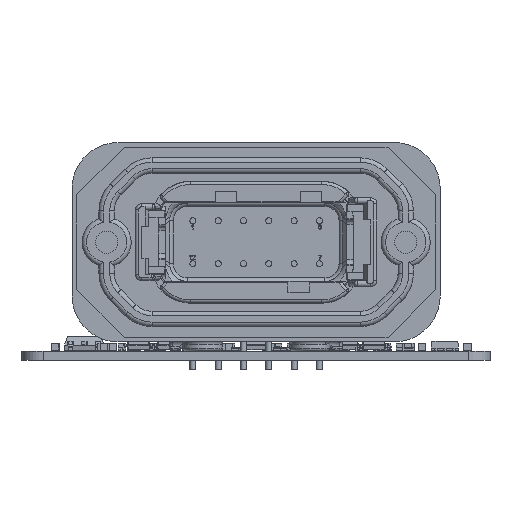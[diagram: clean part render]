
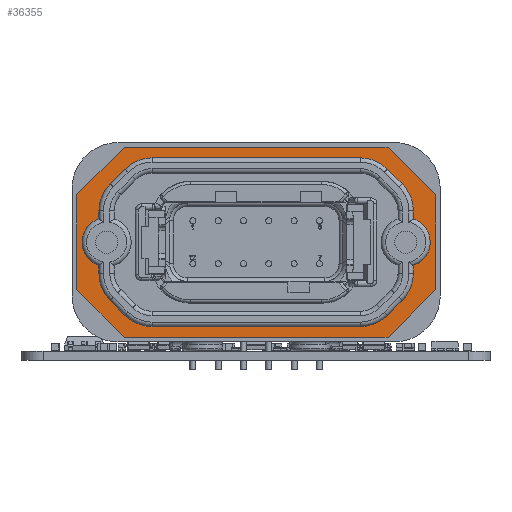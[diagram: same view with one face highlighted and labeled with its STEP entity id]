
A CAD part, left-side view. The second image highlights one B-rep face of the part: STEP entity #36355.
In plain terms, the highlighted face is planar.
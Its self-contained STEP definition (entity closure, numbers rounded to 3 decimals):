
#2600=FACE_BOUND('',#7545,.T.);
#3586=CIRCLE('',#39415,4.064);
#3587=CIRCLE('',#39416,6.35);
#3588=CIRCLE('',#39417,6.35);
#3589=CIRCLE('',#39418,6.35);
#3590=CIRCLE('',#39419,6.35);
#3591=CIRCLE('',#39420,4.064);
#3592=CIRCLE('',#39421,6.35);
#3593=CIRCLE('',#39422,6.35);
#3594=CIRCLE('',#39423,6.35);
#3595=CIRCLE('',#39424,6.35);
#5355=FACE_OUTER_BOUND('',#7544,.T.);
#7544=EDGE_LOOP('',(#31126,#31127,#31128,#31129,#31130,#31131,#31132,#31133));
#7545=EDGE_LOOP('',(#31134,#31135,#31136,#31137,#31138,#31139,#31140,#31141,
#31142,#31143,#31144,#31145,#31146,#31147,#31148,#31149,#31150,#31151,#31152,
#31153));
#11102=LINE('',#61623,#14717);
#11103=LINE('',#61625,#14718);
#11104=LINE('',#61627,#14719);
#11105=LINE('',#61629,#14720);
#11106=LINE('',#61631,#14721);
#11107=LINE('',#61633,#14722);
#11108=LINE('',#61635,#14723);
#11109=LINE('',#61636,#14724);
#11110=LINE('',#61641,#14725);
#11111=LINE('',#61645,#14726);
#11112=LINE('',#61649,#14727);
#11113=LINE('',#61653,#14728);
#11114=LINE('',#61657,#14729);
#11115=LINE('',#61661,#14730);
#11116=LINE('',#61665,#14731);
#11117=LINE('',#61669,#14732);
#11118=LINE('',#61673,#14733);
#11119=LINE('',#61676,#14734);
#14717=VECTOR('',#48158,43.67);
#14718=VECTOR('',#48159,11.148);
#14719=VECTOR('',#48160,15.73);
#14720=VECTOR('',#48161,11.148);
#14721=VECTOR('',#48162,43.67);
#14722=VECTOR('',#48163,11.148);
#14723=VECTOR('',#48164,15.73);
#14724=VECTOR('',#48165,11.148);
#14725=VECTOR('',#48168,1.316);
#14726=VECTOR('',#48171,3.455);
#14727=VECTOR('',#48174,34.484);
#14728=VECTOR('',#48177,3.455);
#14729=VECTOR('',#48180,1.316);
#14730=VECTOR('',#48183,1.316);
#14731=VECTOR('',#48186,3.455);
#14732=VECTOR('',#48189,34.484);
#14733=VECTOR('',#48192,3.455);
#14734=VECTOR('',#48195,1.316);
#18002=VERTEX_POINT('',#61621);
#18003=VERTEX_POINT('',#61622);
#18004=VERTEX_POINT('',#61624);
#18005=VERTEX_POINT('',#61626);
#18006=VERTEX_POINT('',#61628);
#18007=VERTEX_POINT('',#61630);
#18008=VERTEX_POINT('',#61632);
#18009=VERTEX_POINT('',#61634);
#18010=VERTEX_POINT('',#61637);
#18011=VERTEX_POINT('',#61638);
#18012=VERTEX_POINT('',#61640);
#18013=VERTEX_POINT('',#61642);
#18014=VERTEX_POINT('',#61644);
#18015=VERTEX_POINT('',#61646);
#18016=VERTEX_POINT('',#61648);
#18017=VERTEX_POINT('',#61650);
#18018=VERTEX_POINT('',#61652);
#18019=VERTEX_POINT('',#61654);
#18020=VERTEX_POINT('',#61656);
#18021=VERTEX_POINT('',#61658);
#18022=VERTEX_POINT('',#61660);
#18023=VERTEX_POINT('',#61662);
#18024=VERTEX_POINT('',#61664);
#18025=VERTEX_POINT('',#61666);
#18026=VERTEX_POINT('',#61668);
#18027=VERTEX_POINT('',#61670);
#18028=VERTEX_POINT('',#61672);
#18029=VERTEX_POINT('',#61674);
#22531=EDGE_CURVE('',#18002,#18003,#11102,.T.);
#22532=EDGE_CURVE('',#18003,#18004,#11103,.T.);
#22533=EDGE_CURVE('',#18004,#18005,#11104,.T.);
#22534=EDGE_CURVE('',#18005,#18006,#11105,.T.);
#22535=EDGE_CURVE('',#18006,#18007,#11106,.T.);
#22536=EDGE_CURVE('',#18007,#18008,#11107,.T.);
#22537=EDGE_CURVE('',#18008,#18009,#11108,.T.);
#22538=EDGE_CURVE('',#18009,#18002,#11109,.T.);
#22539=EDGE_CURVE('',#18010,#18011,#3586,.T.);
#22540=EDGE_CURVE('',#18012,#18011,#11110,.T.);
#22541=EDGE_CURVE('',#18013,#18012,#3587,.T.);
#22542=EDGE_CURVE('',#18014,#18013,#11111,.T.);
#22543=EDGE_CURVE('',#18015,#18014,#3588,.T.);
#22544=EDGE_CURVE('',#18016,#18015,#11112,.T.);
#22545=EDGE_CURVE('',#18017,#18016,#3589,.T.);
#22546=EDGE_CURVE('',#18018,#18017,#11113,.T.);
#22547=EDGE_CURVE('',#18019,#18018,#3590,.T.);
#22548=EDGE_CURVE('',#18020,#18019,#11114,.T.);
#22549=EDGE_CURVE('',#18020,#18021,#3591,.T.);
#22550=EDGE_CURVE('',#18022,#18021,#11115,.T.);
#22551=EDGE_CURVE('',#18023,#18022,#3592,.T.);
#22552=EDGE_CURVE('',#18024,#18023,#11116,.T.);
#22553=EDGE_CURVE('',#18025,#18024,#3593,.T.);
#22554=EDGE_CURVE('',#18026,#18025,#11117,.T.);
#22555=EDGE_CURVE('',#18027,#18026,#3594,.T.);
#22556=EDGE_CURVE('',#18028,#18027,#11118,.T.);
#22557=EDGE_CURVE('',#18029,#18028,#3595,.T.);
#22558=EDGE_CURVE('',#18010,#18029,#11119,.T.);
#31126=ORIENTED_EDGE('',*,*,#22531,.T.);
#31127=ORIENTED_EDGE('',*,*,#22532,.T.);
#31128=ORIENTED_EDGE('',*,*,#22533,.T.);
#31129=ORIENTED_EDGE('',*,*,#22534,.T.);
#31130=ORIENTED_EDGE('',*,*,#22535,.T.);
#31131=ORIENTED_EDGE('',*,*,#22536,.T.);
#31132=ORIENTED_EDGE('',*,*,#22537,.T.);
#31133=ORIENTED_EDGE('',*,*,#22538,.T.);
#31134=ORIENTED_EDGE('',*,*,#22539,.T.);
#31135=ORIENTED_EDGE('',*,*,#22540,.F.);
#31136=ORIENTED_EDGE('',*,*,#22541,.F.);
#31137=ORIENTED_EDGE('',*,*,#22542,.F.);
#31138=ORIENTED_EDGE('',*,*,#22543,.F.);
#31139=ORIENTED_EDGE('',*,*,#22544,.F.);
#31140=ORIENTED_EDGE('',*,*,#22545,.F.);
#31141=ORIENTED_EDGE('',*,*,#22546,.F.);
#31142=ORIENTED_EDGE('',*,*,#22547,.F.);
#31143=ORIENTED_EDGE('',*,*,#22548,.F.);
#31144=ORIENTED_EDGE('',*,*,#22549,.T.);
#31145=ORIENTED_EDGE('',*,*,#22550,.F.);
#31146=ORIENTED_EDGE('',*,*,#22551,.F.);
#31147=ORIENTED_EDGE('',*,*,#22552,.F.);
#31148=ORIENTED_EDGE('',*,*,#22553,.F.);
#31149=ORIENTED_EDGE('',*,*,#22554,.F.);
#31150=ORIENTED_EDGE('',*,*,#22555,.F.);
#31151=ORIENTED_EDGE('',*,*,#22556,.F.);
#31152=ORIENTED_EDGE('',*,*,#22557,.F.);
#31153=ORIENTED_EDGE('',*,*,#22558,.F.);
#34691=PLANE('',#39414);
#36355=ADVANCED_FACE('',(#5355,#2600),#34691,.T.);
#39414=AXIS2_PLACEMENT_3D('',#61620,#48156,#48157);
#39415=AXIS2_PLACEMENT_3D('',#61639,#48166,#48167);
#39416=AXIS2_PLACEMENT_3D('',#61643,#48169,#48170);
#39417=AXIS2_PLACEMENT_3D('',#61647,#48172,#48173);
#39418=AXIS2_PLACEMENT_3D('',#61651,#48175,#48176);
#39419=AXIS2_PLACEMENT_3D('',#61655,#48178,#48179);
#39420=AXIS2_PLACEMENT_3D('',#61659,#48181,#48182);
#39421=AXIS2_PLACEMENT_3D('',#61663,#48184,#48185);
#39422=AXIS2_PLACEMENT_3D('',#61667,#48187,#48188);
#39423=AXIS2_PLACEMENT_3D('',#61671,#48190,#48191);
#39424=AXIS2_PLACEMENT_3D('',#61675,#48193,#48194);
#48156=DIRECTION('center_axis',(0.,0.,1.));
#48157=DIRECTION('ref_axis',(1.,0.,0.));
#48158=DIRECTION('',(-1.,0.,0.));
#48159=DIRECTION('',(-0.707,-0.707,0.));
#48160=DIRECTION('',(0.,-1.,0.));
#48161=DIRECTION('',(0.707,-0.707,0.));
#48162=DIRECTION('',(1.,0.,0.));
#48163=DIRECTION('',(0.707,0.707,0.));
#48164=DIRECTION('',(0.,1.,0.));
#48165=DIRECTION('',(-0.707,0.707,0.));
#48166=DIRECTION('center_axis',(0.,0.,-1.));
#48167=DIRECTION('ref_axis',(0.312,0.95,0.));
#48168=DIRECTION('',(0.,1.,0.));
#48169=DIRECTION('center_axis',(0.,0.,1.));
#48170=DIRECTION('ref_axis',(0.707,-0.707,0.));
#48171=DIRECTION('',(0.707,0.707,0.));
#48172=DIRECTION('center_axis',(0.,0.,1.));
#48173=DIRECTION('ref_axis',(0.,-1.,0.));
#48174=DIRECTION('',(1.,0.,0.));
#48175=DIRECTION('center_axis',(0.,0.,1.));
#48176=DIRECTION('ref_axis',(-0.707,-0.707,0.));
#48177=DIRECTION('',(0.707,-0.707,0.));
#48178=DIRECTION('center_axis',(0.,0.,1.));
#48179=DIRECTION('ref_axis',(-1.,0.,0.));
#48180=DIRECTION('',(0.,-1.,0.));
#48181=DIRECTION('center_axis',(0.,0.,-1.));
#48182=DIRECTION('ref_axis',(-0.312,-0.95,0.));
#48183=DIRECTION('',(0.,-1.,0.));
#48184=DIRECTION('center_axis',(0.,0.,1.));
#48185=DIRECTION('ref_axis',(-0.707,0.707,0.));
#48186=DIRECTION('',(-0.707,-0.707,0.));
#48187=DIRECTION('center_axis',(0.,0.,1.));
#48188=DIRECTION('ref_axis',(0.,1.,0.));
#48189=DIRECTION('',(-1.,0.,0.));
#48190=DIRECTION('center_axis',(0.,0.,1.));
#48191=DIRECTION('ref_axis',(0.707,0.707,0.));
#48192=DIRECTION('',(-0.707,0.707,0.));
#48193=DIRECTION('center_axis',(0.,0.,1.));
#48194=DIRECTION('ref_axis',(1.,0.,0.));
#48195=DIRECTION('',(0.,1.,0.));
#61620=CARTESIAN_POINT('Origin',(0.,0.,-13.208));
#61621=CARTESIAN_POINT('',(21.835,15.748,-13.208));
#61622=CARTESIAN_POINT('',(-21.835,15.748,-13.208));
#61623=CARTESIAN_POINT('',(21.835,15.748,-13.208));
#61624=CARTESIAN_POINT('',(-29.718,7.865,-13.208));
#61625=CARTESIAN_POINT('',(-21.835,15.748,-13.208));
#61626=CARTESIAN_POINT('',(-29.718,-7.865,-13.208));
#61627=CARTESIAN_POINT('',(-29.718,7.865,-13.208));
#61628=CARTESIAN_POINT('',(-21.835,-15.748,-13.208));
#61629=CARTESIAN_POINT('',(-29.718,-7.865,-13.208));
#61630=CARTESIAN_POINT('',(21.835,-15.748,-13.208));
#61631=CARTESIAN_POINT('',(-21.835,-15.748,-13.208));
#61632=CARTESIAN_POINT('',(29.718,-7.865,-13.208));
#61633=CARTESIAN_POINT('',(21.835,-15.748,-13.208));
#61634=CARTESIAN_POINT('',(29.718,7.865,-13.208));
#61635=CARTESIAN_POINT('',(29.718,-7.865,-13.208));
#61636=CARTESIAN_POINT('',(29.718,7.865,-13.208));
#61637=CARTESIAN_POINT('',(26.035,3.86,-13.208));
#61638=CARTESIAN_POINT('',(26.035,-3.86,-13.208));
#61639=CARTESIAN_POINT('Origin',(24.765,0.,-13.208));
#61640=CARTESIAN_POINT('',(26.035,-5.177,-13.208));
#61641=CARTESIAN_POINT('',(26.035,-5.177,-13.208));
#61642=CARTESIAN_POINT('',(24.175,-9.667,-13.208));
#61643=CARTESIAN_POINT('Origin',(19.685,-5.177,-13.208));
#61644=CARTESIAN_POINT('',(21.732,-12.11,-13.208));
#61645=CARTESIAN_POINT('',(21.732,-12.11,-13.208));
#61646=CARTESIAN_POINT('',(17.242,-13.97,-13.208));
#61647=CARTESIAN_POINT('Origin',(17.242,-7.62,-13.208));
#61648=CARTESIAN_POINT('',(-17.242,-13.97,-13.208));
#61649=CARTESIAN_POINT('',(-17.242,-13.97,-13.208));
#61650=CARTESIAN_POINT('',(-21.732,-12.11,-13.208));
#61651=CARTESIAN_POINT('Origin',(-17.242,-7.62,-13.208));
#61652=CARTESIAN_POINT('',(-24.175,-9.667,-13.208));
#61653=CARTESIAN_POINT('',(-24.175,-9.667,-13.208));
#61654=CARTESIAN_POINT('',(-26.035,-5.177,-13.208));
#61655=CARTESIAN_POINT('Origin',(-19.685,-5.177,-13.208));
#61656=CARTESIAN_POINT('',(-26.035,-3.86,-13.208));
#61657=CARTESIAN_POINT('',(-26.035,-3.86,-13.208));
#61658=CARTESIAN_POINT('',(-26.035,3.86,-13.208));
#61659=CARTESIAN_POINT('Origin',(-24.765,0.,-13.208));
#61660=CARTESIAN_POINT('',(-26.035,5.177,-13.208));
#61661=CARTESIAN_POINT('',(-26.035,5.177,-13.208));
#61662=CARTESIAN_POINT('',(-24.175,9.667,-13.208));
#61663=CARTESIAN_POINT('Origin',(-19.685,5.177,-13.208));
#61664=CARTESIAN_POINT('',(-21.732,12.11,-13.208));
#61665=CARTESIAN_POINT('',(-21.732,12.11,-13.208));
#61666=CARTESIAN_POINT('',(-17.242,13.97,-13.208));
#61667=CARTESIAN_POINT('Origin',(-17.242,7.62,-13.208));
#61668=CARTESIAN_POINT('',(17.242,13.97,-13.208));
#61669=CARTESIAN_POINT('',(17.242,13.97,-13.208));
#61670=CARTESIAN_POINT('',(21.732,12.11,-13.208));
#61671=CARTESIAN_POINT('Origin',(17.242,7.62,-13.208));
#61672=CARTESIAN_POINT('',(24.175,9.667,-13.208));
#61673=CARTESIAN_POINT('',(24.175,9.667,-13.208));
#61674=CARTESIAN_POINT('',(26.035,5.177,-13.208));
#61675=CARTESIAN_POINT('Origin',(19.685,5.177,-13.208));
#61676=CARTESIAN_POINT('',(26.035,3.86,-13.208));
